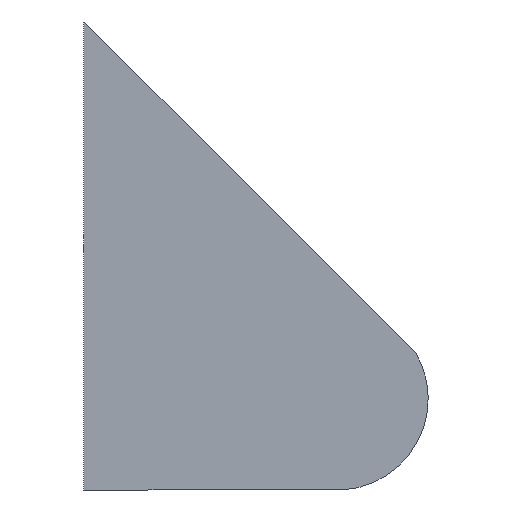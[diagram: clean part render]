
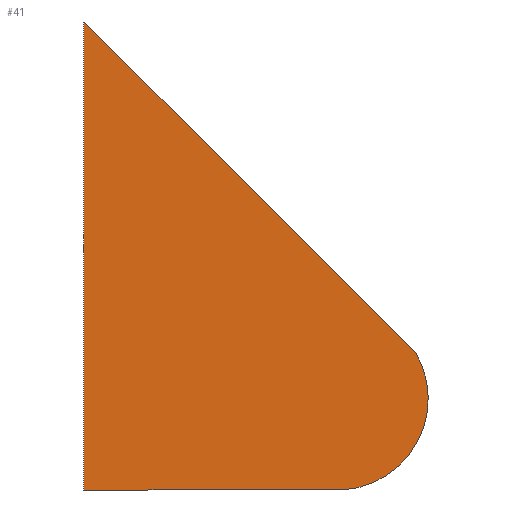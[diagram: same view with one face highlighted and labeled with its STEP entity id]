
A CAD part, front view. The second image highlights one B-rep face of the part: STEP entity #41.
In plain terms, the highlighted planar face has unit normal (0, -1, 0).
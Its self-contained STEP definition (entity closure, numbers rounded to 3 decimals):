
#1=CARTESIAN_POINT('POINT1',(0.,0.,0.));
#2=VERTEX_POINT('VERTEX1',#1);
#3=CARTESIAN_POINT('POINT2',(0.,0.,50.8));
#4=VERTEX_POINT('VERTEX2',#3);
#5=CARTESIAN_POINT('POS1',(0.,0.,0.));
#6=DIRECTION('DIR1',(0.,0.,1.));
#7=VECTOR('VEC1',#6,25.4);
#8=LINE('STRAIGHT1',#5,#7);
#9=EDGE_CURVE('EDGE1',#2,#4,#8,.T.);
#10=ORIENTED_EDGE('COEDGE1',*,*,#9,.F.);
#11=CARTESIAN_POINT('POINT3',(28.092,0.,
   0.));
#12=VERTEX_POINT('VERTEX3',#11);
#13=CARTESIAN_POINT('POS2',(0.,0.,0.));
#14=DIRECTION('DIR2',(1.,0.,0.));
#15=VECTOR('VEC2',#14,25.4);
#16=LINE('STRAIGHT2',#13,#15);
#17=EDGE_CURVE('EDGE2',#2,#12,#16,.T.);
#18=ORIENTED_EDGE('COEDGE2',*,*,#17,.T.);
#19=CARTESIAN_POINT('POINT4',(36.028,0.,
   14.929));
#20=VERTEX_POINT('VERTEX4',#19);
#21=CARTESIAN_POINT('POS3',(27.457,0.,9.911)
   );
#22=DIRECTION('DIR3',(0.,1.,0.));
#23=DIRECTION('DIR4',(0.863,0.,
   0.505));
#24=AXIS2_PLACEMENT_3D('AXIS1',#21,#22,#23);
#25=CIRCLE('ELLIPSE1',#24,9.931);
#26=EDGE_CURVE('EDGE3',#20,#12,#25,.T.);
#27=ORIENTED_EDGE('COEDGE3',*,*,#26,.F.);
#28=CARTESIAN_POINT('POS4',(0.,0.,50.8));
#29=DIRECTION('DIR5',(0.709,0.,
   -0.706));
#30=VECTOR('VEC3',#29,25.4);
#31=LINE('STRAIGHT3',#28,#30);
#32=EDGE_CURVE('EDGE4',#4,#20,#31,.T.);
#33=ORIENTED_EDGE('COEDGE4',*,*,#32,.F.);
#34=EDGE_LOOP('NONE',(#10,#18,#27,#33));
#35=FACE_BOUND('LOOP1',#34,.T.);
#36=CARTESIAN_POINT('POS5',(0.,0.,0.));
#37=DIRECTION('DIR6',(0.,-1.,0.));
#38=DIRECTION('DIR7',(1.,0.,0.));
#39=AXIS2_PLACEMENT_3D('AXIS2',#36,#37,#38);
#40=PLANE('PLANE1',#39);
#41=ADVANCED_FACE('FACE1',(#35),#40,.T.);
